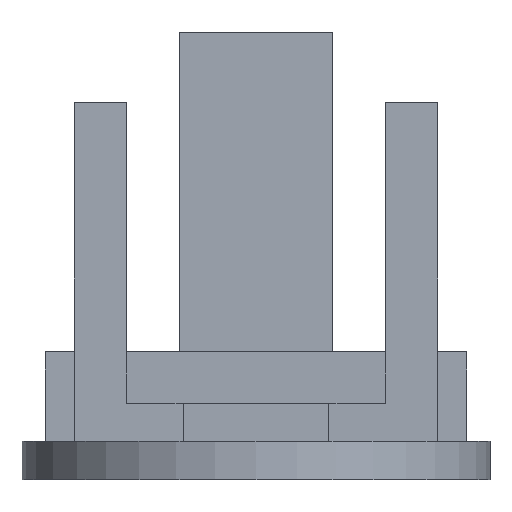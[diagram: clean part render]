
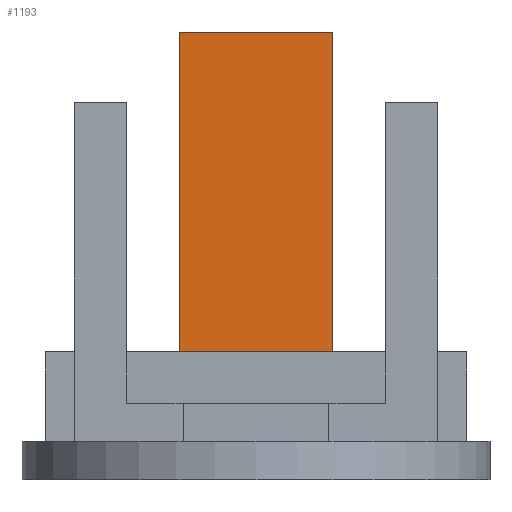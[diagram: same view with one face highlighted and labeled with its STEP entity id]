
A CAD part, front view. The second image highlights one B-rep face of the part: STEP entity #1193.
In plain terms, the highlighted planar face has unit normal (0, -1, 0).
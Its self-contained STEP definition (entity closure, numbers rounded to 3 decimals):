
#38=PLANE('',#1287);
#104=FACE_OUTER_BOUND('',#175,.T.);
#175=EDGE_LOOP('',(#973,#974,#975,#976));
#296=LINE('',#1845,#449);
#297=LINE('',#1847,#450);
#298=LINE('',#1849,#451);
#299=LINE('',#1850,#452);
#449=VECTOR('',#1492,10.);
#450=VECTOR('',#1493,10.);
#451=VECTOR('',#1494,10.);
#452=VECTOR('',#1495,10.);
#618=VERTEX_POINT('',#1843);
#619=VERTEX_POINT('',#1844);
#620=VERTEX_POINT('',#1846);
#621=VERTEX_POINT('',#1848);
#753=EDGE_CURVE('',#618,#619,#296,.T.);
#754=EDGE_CURVE('',#619,#620,#297,.T.);
#755=EDGE_CURVE('',#621,#620,#298,.T.);
#756=EDGE_CURVE('',#618,#621,#299,.T.);
#973=ORIENTED_EDGE('',*,*,#753,.T.);
#974=ORIENTED_EDGE('',*,*,#754,.T.);
#975=ORIENTED_EDGE('',*,*,#755,.F.);
#976=ORIENTED_EDGE('',*,*,#756,.F.);
#1193=ADVANCED_FACE('',(#104),#38,.T.);
#1287=AXIS2_PLACEMENT_3D('',#1842,#1490,#1491);
#1490=DIRECTION('center_axis',(0.,-1.,0.));
#1491=DIRECTION('ref_axis',(1.,0.,0.));
#1492=DIRECTION('',(1.,0.,0.));
#1493=DIRECTION('',(0.,0.,1.));
#1494=DIRECTION('',(1.,0.,0.));
#1495=DIRECTION('',(0.,0.,1.));
#1842=CARTESIAN_POINT('Origin',(-6.633,441.217,-18.783));
#1843=CARTESIAN_POINT('',(-6.633,441.217,-18.783));
#1844=CARTESIAN_POINT('',(5.367,441.217,-18.783));
#1845=CARTESIAN_POINT('',(-6.633,441.217,-18.783));
#1846=CARTESIAN_POINT('',(5.367,441.217,6.217));
#1847=CARTESIAN_POINT('',(5.367,441.217,-18.783));
#1848=CARTESIAN_POINT('',(-6.633,441.217,6.217));
#1849=CARTESIAN_POINT('',(-6.633,441.217,6.217));
#1850=CARTESIAN_POINT('',(-6.633,441.217,-18.783));
